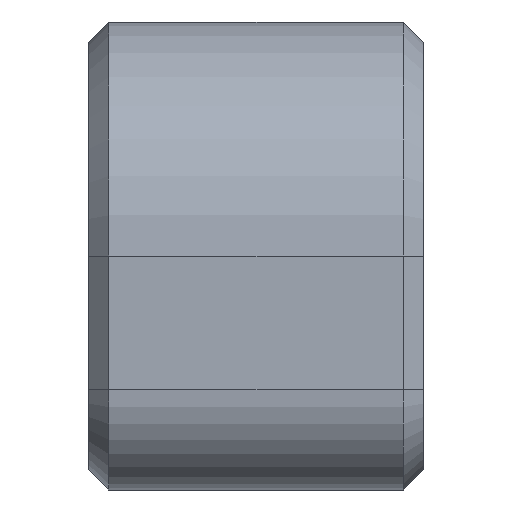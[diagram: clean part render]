
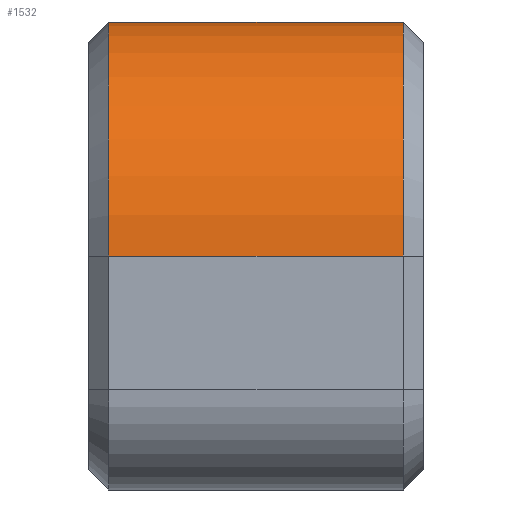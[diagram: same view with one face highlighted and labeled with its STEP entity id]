
A CAD part, left-side view. The second image highlights one B-rep face of the part: STEP entity #1532.
In plain terms, the highlighted cylindrical face has radius 3.5 mm (diameter 7 mm), a partial arc.
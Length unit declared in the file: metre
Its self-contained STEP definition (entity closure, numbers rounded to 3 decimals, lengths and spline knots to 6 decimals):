
#210=LINE('',#2498,#370);
#236=LINE('',#2570,#396);
#370=VECTOR('',#2039,1.);
#396=VECTOR('',#2117,1.);
#767=ORIENTED_EDGE('',*,*,#1023,.F.);
#768=ORIENTED_EDGE('',*,*,#1037,.T.);
#769=ORIENTED_EDGE('',*,*,#1038,.F.);
#770=ORIENTED_EDGE('',*,*,#1001,.T.);
#1001=EDGE_CURVE('',#1154,#1155,#210,.T.);
#1023=EDGE_CURVE('',#1169,#1155,#1227,.T.);
#1037=EDGE_CURVE('',#1169,#1176,#236,.T.);
#1038=EDGE_CURVE('',#1154,#1176,#1232,.T.);
#1154=VERTEX_POINT('',#2493);
#1155=VERTEX_POINT('',#2497);
#1169=VERTEX_POINT('',#2539);
#1176=VERTEX_POINT('',#2571);
#1227=CIRCLE('',#1681,0.0035);
#1232=CIRCLE('',#1695,0.0035);
#1316=EDGE_LOOP('',(#767,#768,#769,#770));
#1416=FACE_BOUND('',#1316,.T.);
#1448=CYLINDRICAL_SURFACE('',#1694,0.0035);
#1532=ADVANCED_FACE('',(#1416),#1448,.T.);
#1681=AXIS2_PLACEMENT_3D('',#2542,#2081,#2082);
#1694=AXIS2_PLACEMENT_3D('',#2569,#2115,#2116);
#1695=AXIS2_PLACEMENT_3D('',#2572,#2118,#2119);
#2039=DIRECTION('',(0.,1.,0.));
#2081=DIRECTION('',(0.,1.,0.));
#2082=DIRECTION('',(-0.707,0.,0.707));
#2115=DIRECTION('',(0.,1.,0.));
#2116=DIRECTION('',(-0.707,0.,0.707));
#2117=DIRECTION('',(0.,-1.,0.));
#2118=DIRECTION('',(0.,-1.,0.));
#2119=DIRECTION('',(-0.707,0.,0.707));
#2493=CARTESIAN_POINT('',(-0.4358,-0.147339,0.132326));
#2497=CARTESIAN_POINT('',(-0.4358,-0.142939,0.132326));
#2498=CARTESIAN_POINT('',(-0.4358,-0.147639,0.132326));
#2539=CARTESIAN_POINT('',(-0.4393,-0.142939,0.128826));
#2542=CARTESIAN_POINT('',(-0.4358,-0.142939,0.128826));
#2569=CARTESIAN_POINT('',(-0.4358,-0.147639,0.128826));
#2570=CARTESIAN_POINT('',(-0.4393,-0.147639,0.128826));
#2571=CARTESIAN_POINT('',(-0.4393,-0.147339,0.128826));
#2572=CARTESIAN_POINT('',(-0.4358,-0.147339,0.128826));
